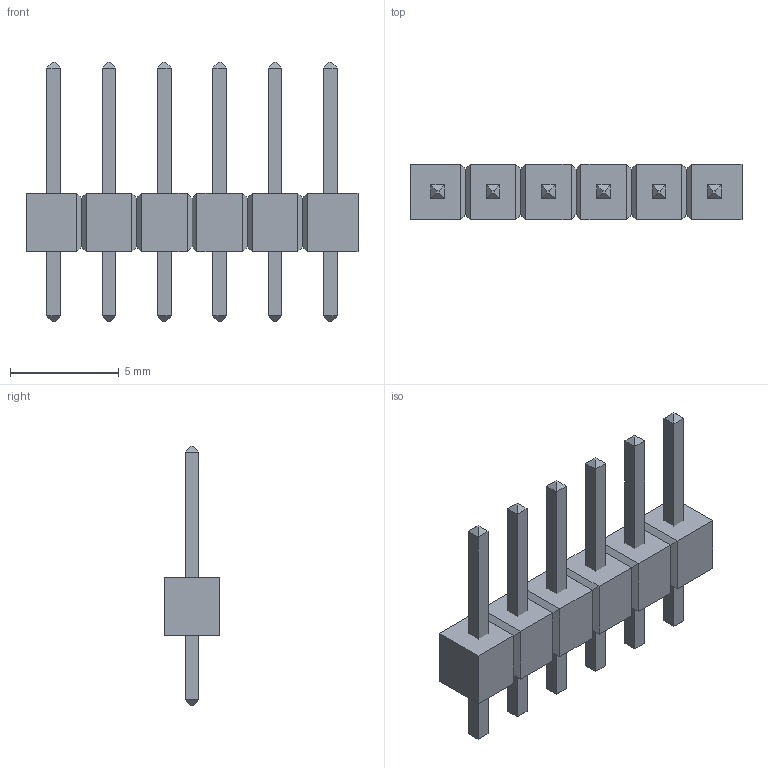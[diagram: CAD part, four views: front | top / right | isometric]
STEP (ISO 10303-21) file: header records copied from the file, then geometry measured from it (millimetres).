
FILE_DESCRIPTION(('HOOPS Exchange Step'),'2;1');
FILE_NAME('61300611121.stp','2023-09-15T07:15:45-07:00',('RBI'),('None'),'HOOPS Exchange 2022.2','SOLIDWORKS MBD','None');
FILE_SCHEMA( ('AP242_MANAGED_MODEL_BASED_3D_ENGINEERING_MIM_LF {1 0 10303 442 1 1 4 }') );
Length unit declared in the file: inch
Products named in the file (5): Body.stp-1.stp-1.stp-1; LeadsArray.stp-1.stp-1.stp-1; 61300611121.stp-1.stp-1.stp-1; 61300611121.stp-1; Default
Assembly tree (4 placements, depth 4):
  Default
    61300611121.stp-1
      61300611121.stp-1.stp-1.stp-1
        Body.stp-1.stp-1.stp-1
        LeadsArray.stp-1.stp-1.stp-1
Bounding box: 15.24 x 2.54 x 11.89 mm (x, y, z)
Volume: 130.1 mm3; surface area: 361.6 mm2
Topology: 7 solids, 7 shells, 150 faces, 300 edges, 164 vertices
Faces by surface type: plane 150
Entity records: 3818 total; most frequent: CARTESIAN_POINT 627, DIRECTION 624, ORIENTED_EDGE 600, VECTOR 300, LINE 300, EDGE_CURVE 300, VERTEX_POINT 164, AXIS2_PLACEMENT_3D 162
